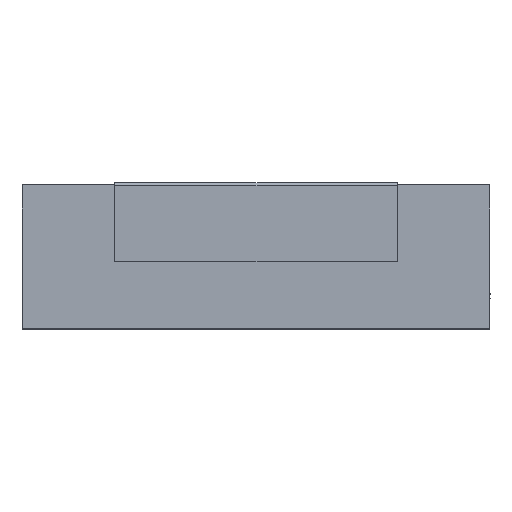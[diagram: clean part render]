
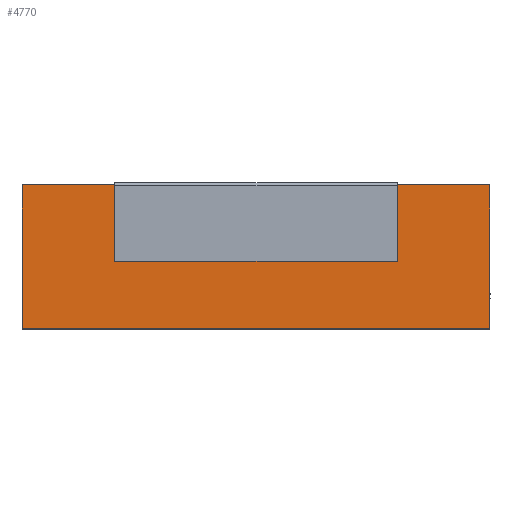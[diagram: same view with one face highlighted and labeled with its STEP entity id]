
A CAD part, top view. The second image highlights one B-rep face of the part: STEP entity #4770.
In plain terms, the highlighted free-form (B-spline) face has degree [1, 1] with [2, 2] control points.
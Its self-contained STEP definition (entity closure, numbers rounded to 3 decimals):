
#3210 = CARTESIAN_POINT ('', (77., 29.5, 23.6));
#3220 = VERTEX_POINT ('', #3210);
#3230 = CARTESIAN_POINT ('', (77., 13.8, 23.6));
#3240 = VERTEX_POINT ('', #3230);
#3250 = CARTESIAN_POINT ('', (77., 29.5, 23.6));
#3260 = CARTESIAN_POINT ('', (77., 13.8, 23.6));
#3270 = B_SPLINE_CURVE_WITH_KNOTS ('', 1, (#3250, #3260), .UNSPECIFIED., .F., .U., (2, 2), (0., 1.), .UNSPECIFIED.);
#3280 = EDGE_CURVE ('', #3220, #3240, #3270, .T.);
#3730 = CARTESIAN_POINT ('', (96., 29.5, 23.6));
#3740 = VERTEX_POINT ('', #3730);
#3750 = CARTESIAN_POINT ('', (96., 29.5, 23.6));
#3760 = CARTESIAN_POINT ('', (77., 29.5, 23.6));
#3770 = B_SPLINE_CURVE_WITH_KNOTS ('', 1, (#3750, #3760), .UNSPECIFIED., .F., .U., (2, 2), (0., 1.), .UNSPECIFIED.);
#3780 = EDGE_CURVE ('', #3740, #3220, #3770, .T.);
#4280 = CARTESIAN_POINT ('', (96., 0., 23.6));
#4290 = VERTEX_POINT ('', #4280);
#4300 = CARTESIAN_POINT ('', (96., 29.5, 23.6));
#4310 = CARTESIAN_POINT ('', (96., 0., 23.6));
#4320 = B_SPLINE_CURVE_WITH_KNOTS ('', 1, (#4300, #4310), .UNSPECIFIED., .F., .U., (2, 2), (0., 1.), .UNSPECIFIED.);
#4330 = EDGE_CURVE ('', #3740, #4290, #4320, .T.);
#4340 = ORIENTED_EDGE ('', *, *, #4330, .F.);
#4350 = ORIENTED_EDGE ('', *, *, #3780, .T.);
#4360 = ORIENTED_EDGE ('', *, *, #3280, .T.);
#4370 = CARTESIAN_POINT ('', (19., 13.8, 23.6));
#4380 = VERTEX_POINT ('', #4370);
#4390 = CARTESIAN_POINT ('', (77., 13.8, 23.6));
#4400 = CARTESIAN_POINT ('', (19., 13.8, 23.6));
#4410 = B_SPLINE_CURVE_WITH_KNOTS ('', 1, (#4390, #4400), .UNSPECIFIED., .F., .U., (2, 2), (0., 1.), .UNSPECIFIED.);
#4420 = EDGE_CURVE ('', #3240, #4380, #4410, .T.);
#4430 = ORIENTED_EDGE ('', *, *, #4420, .T.);
#4440 = CARTESIAN_POINT ('', (19., 29.5, 23.6));
#4450 = VERTEX_POINT ('', #4440);
#4460 = CARTESIAN_POINT ('', (19., 29.5, 23.6));
#4470 = CARTESIAN_POINT ('', (19., 13.8, 23.6));
#4480 = B_SPLINE_CURVE_WITH_KNOTS ('', 1, (#4460, #4470), .UNSPECIFIED., .F., .U., (2, 2), (0., 1.), .UNSPECIFIED.);
#4490 = EDGE_CURVE ('', #4450, #4380, #4480, .T.);
#4500 = ORIENTED_EDGE ('', *, *, #4490, .F.);
#4510 = CARTESIAN_POINT ('', (0., 29.5, 23.6));
#4520 = VERTEX_POINT ('', #4510);
#4530 = CARTESIAN_POINT ('', (0., 29.5, 23.6));
#4540 = CARTESIAN_POINT ('', (19., 29.5, 23.6));
#4550 = B_SPLINE_CURVE_WITH_KNOTS ('', 1, (#4530, #4540), .UNSPECIFIED., .F., .U., (2, 2), (0., 1.), .UNSPECIFIED.);
#4560 = EDGE_CURVE ('', #4520, #4450, #4550, .T.);
#4570 = ORIENTED_EDGE ('', *, *, #4560, .F.);
#4580 = CARTESIAN_POINT ('', (0., 0., 23.6));
#4590 = VERTEX_POINT ('', #4580);
#4600 = CARTESIAN_POINT ('', (0., 29.5, 23.6));
#4610 = CARTESIAN_POINT ('', (0., 0., 23.6));
#4620 = B_SPLINE_CURVE_WITH_KNOTS ('', 1, (#4600, #4610), .UNSPECIFIED., .F., .U., (2, 2), (0., 1.), .UNSPECIFIED.);
#4630 = EDGE_CURVE ('', #4520, #4590, #4620, .T.);
#4640 = ORIENTED_EDGE ('', *, *, #4630, .T.);
#4650 = CARTESIAN_POINT ('', (96., 0., 23.6));
#4660 = CARTESIAN_POINT ('', (0., 0., 23.6));
#4670 = B_SPLINE_CURVE_WITH_KNOTS ('', 1, (#4650, #4660), .UNSPECIFIED., .F., .U., (2, 2), (0., 1.), .UNSPECIFIED.);
#4680 = EDGE_CURVE ('', #4290, #4590, #4670, .T.);
#4690 = ORIENTED_EDGE ('', *, *, #4680, .F.);
#4700 = EDGE_LOOP ('', (#4340, #4350, #4360, #4430, #4500, #4570, #4640, #4690));
#4710 = FACE_OUTER_BOUND ('', #4700, .T.);
#4720 = CARTESIAN_POINT ('', (0., 0., 23.6));
#4730 = CARTESIAN_POINT ('', (0., 29.5, 23.6));
#4740 = CARTESIAN_POINT ('', (96., 0., 23.6));
#4750 = CARTESIAN_POINT ('', (96., 29.5, 23.6));
#4760 = B_SPLINE_SURFACE_WITH_KNOTS ('', 1, 1, ((#4720, #4730), (#4740, #4750)), .UNSPECIFIED., .F., .F., .U., (2, 2), (2, 2), (0., 1.), (0., 1.), .UNSPECIFIED.);
#4770 = ADVANCED_FACE ('', (#4710), #4760, .T.);
